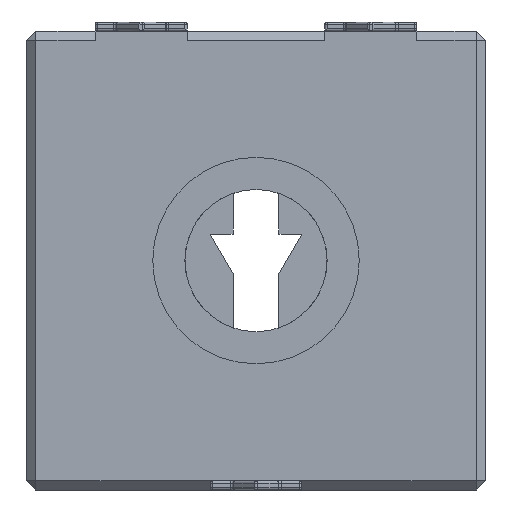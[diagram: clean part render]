
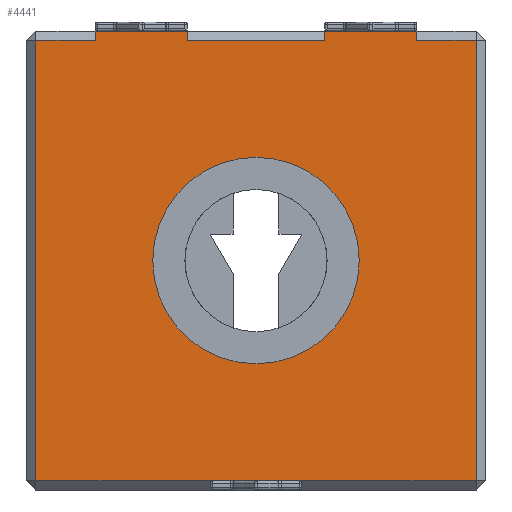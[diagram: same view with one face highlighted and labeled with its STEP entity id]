
A CAD part, front view. The second image highlights one B-rep face of the part: STEP entity #4441.
In plain terms, the highlighted planar face has unit normal (0, -1, 0).
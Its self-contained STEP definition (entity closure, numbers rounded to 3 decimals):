
#32 = EDGE_CURVE ( 'NONE', #4471, #8358, #3375, .T. ) ;
#43 = DIRECTION ( 'NONE',  ( 0., 0., -1. ) ) ;
#63 = VERTEX_POINT ( 'NONE', #12731 ) ;
#80 = VERTEX_POINT ( 'NONE', #2827 ) ;
#312 = DIRECTION ( 'NONE',  ( 1., 0., 0. ) ) ;
#515 = CARTESIAN_POINT ( 'NONE',  ( 3.5, -2., 4.8 ) ) ;
#518 = ORIENTED_EDGE ( 'NONE', *, *, #8988, .F. ) ;
#532 = LINE ( 'NONE', #12807, #3357 ) ;
#549 = CARTESIAN_POINT ( 'NONE',  ( 3.5, -2., 4.8 ) ) ;
#636 = LINE ( 'NONE', #7277, #5820 ) ;
#770 = CARTESIAN_POINT ( 'NONE',  ( -1.5, -2., 0. ) ) ;
#858 = LINE ( 'NONE', #3506, #3063 ) ;
#899 = LINE ( 'NONE', #2969, #8241 ) ;
#934 = DIRECTION ( 'NONE',  ( 0., 0., -1. ) ) ;
#949 = LINE ( 'NONE', #1985, #9274 ) ;
#1068 = DIRECTION ( 'NONE',  ( 0., 0., -1. ) ) ;
#1175 = ORIENTED_EDGE ( 'NONE', *, *, #1386, .T. ) ;
#1234 = CARTESIAN_POINT ( 'NONE',  ( -1.5, -2., 5. ) ) ;
#1237 = LINE ( 'NONE', #770, #3111 ) ;
#1386 = EDGE_CURVE ( 'NONE', #8071, #9162, #949, .T. ) ;
#1501 = CARTESIAN_POINT ( 'NONE',  ( 0.95, -2., -4.8 ) ) ;
#1565 = VERTEX_POINT ( 'NONE', #9229 ) ;
#1654 = AXIS2_PLACEMENT_3D ( 'NONE', #12095, #5043, #43 ) ;
#1851 = LINE ( 'NONE', #3288, #4535 ) ;
#1985 = CARTESIAN_POINT ( 'NONE',  ( 1.5, -2., 5.2 ) ) ;
#2037 = CARTESIAN_POINT ( 'NONE',  ( -1.5, -2., 4.8 ) ) ;
#2310 = EDGE_CURVE ( 'NONE', #4244, #80, #899, .T. ) ;
#2367 = PLANE ( 'NONE',  #2908 ) ;
#2534 = CARTESIAN_POINT ( 'NONE',  ( 3.5, -2., 5.2 ) ) ;
#2614 = LINE ( 'NONE', #9771, #11429 ) ;
#2672 = EDGE_CURVE ( 'NONE', #9162, #12627, #11145, .T. ) ;
#2689 = DIRECTION ( 'NONE',  ( 0., 0., 1. ) ) ;
#2827 = CARTESIAN_POINT ( 'NONE',  ( 4.8, -2., 4.8 ) ) ;
#2908 = AXIS2_PLACEMENT_3D ( 'NONE', #3601, #10519, #4528 ) ;
#2969 = CARTESIAN_POINT ( 'NONE',  ( 4.8, -2., 5. ) ) ;
#3063 = VECTOR ( 'NONE', #6551, 1000. ) ;
#3111 = VECTOR ( 'NONE', #9828, 1000. ) ;
#3181 = EDGE_CURVE ( 'NONE', #12959, #3881, #2614, .T. ) ;
#3288 = CARTESIAN_POINT ( 'NONE',  ( 0., -2., 5. ) ) ;
#3339 = EDGE_CURVE ( 'NONE', #8729, #3881, #4799, .T. ) ;
#3357 = VECTOR ( 'NONE', #7861, 1000. ) ;
#3375 = LINE ( 'NONE', #2534, #10773 ) ;
#3431 = VECTOR ( 'NONE', #11794, 1000. ) ;
#3489 = CARTESIAN_POINT ( 'NONE',  ( -3.45, -2., 5. ) ) ;
#3506 = CARTESIAN_POINT ( 'NONE',  ( -1., -2., -4.8 ) ) ;
#3601 = CARTESIAN_POINT ( 'NONE',  ( 0., -2., 0. ) ) ;
#3870 = ORIENTED_EDGE ( 'NONE', *, *, #2672, .T. ) ;
#3874 = CARTESIAN_POINT ( 'NONE',  ( -4.8, -2., 4.8 ) ) ;
#3881 = VERTEX_POINT ( 'NONE', #10949 ) ;
#3978 = ORIENTED_EDGE ( 'NONE', *, *, #4536, .T. ) ;
#4027 = DIRECTION ( 'NONE',  ( -1., 0., 0. ) ) ;
#4227 = CARTESIAN_POINT ( 'NONE',  ( 4.8, -2., -4.8 ) ) ;
#4244 = VERTEX_POINT ( 'NONE', #4227 ) ;
#4316 = DIRECTION ( 'NONE',  ( 0., -1., 0. ) ) ;
#4324 = EDGE_CURVE ( 'NONE', #10971, #1565, #11701, .T. ) ;
#4342 = ORIENTED_EDGE ( 'NONE', *, *, #32, .F. ) ;
#4441 = ADVANCED_FACE ( 'NONE', ( #6637, #5031 ), #2367, .T. ) ;
#4471 = VERTEX_POINT ( 'NONE', #11535 ) ;
#4485 = DIRECTION ( 'NONE',  ( 1., 0., 0. ) ) ;
#4528 = DIRECTION ( 'NONE',  ( 0., 0., -1. ) ) ;
#4535 = VECTOR ( 'NONE', #4485, 1000. ) ;
#4536 = EDGE_CURVE ( 'NONE', #80, #8358, #5970, .T. ) ;
#4683 = ORIENTED_EDGE ( 'NONE', *, *, #12616, .T. ) ;
#4740 = ORIENTED_EDGE ( 'NONE', *, *, #3339, .T. ) ;
#4799 = CIRCLE ( 'NONE', #1654, 0.05 ) ;
#4935 = CIRCLE ( 'NONE', #11539, 2.25 ) ;
#5031 = FACE_BOUND ( 'NONE', #11946, .T. ) ;
#5043 = DIRECTION ( 'NONE',  ( 0., 1., 0. ) ) ;
#5133 = CARTESIAN_POINT ( 'NONE',  ( 1.5, -2., 4.8 ) ) ;
#5170 = DIRECTION ( 'NONE',  ( 0., 0., -1. ) ) ;
#5478 = LINE ( 'NONE', #7221, #9902 ) ;
#5548 = EDGE_CURVE ( 'NONE', #10636, #9716, #5478, .T. ) ;
#5726 = EDGE_CURVE ( 'NONE', #8071, #63, #1851, .T. ) ;
#5769 = ORIENTED_EDGE ( 'NONE', *, *, #2310, .T. ) ;
#5776 = VECTOR ( 'NONE', #4027, 1000. ) ;
#5820 = VECTOR ( 'NONE', #312, 1000. ) ;
#5839 = ORIENTED_EDGE ( 'NONE', *, *, #9255, .F. ) ;
#5970 = LINE ( 'NONE', #515, #12784 ) ;
#6315 = DIRECTION ( 'NONE',  ( 0., 0., -1. ) ) ;
#6523 = VERTEX_POINT ( 'NONE', #1501 ) ;
#6551 = DIRECTION ( 'NONE',  ( 1., 0., 0. ) ) ;
#6637 = FACE_OUTER_BOUND ( 'NONE', #10824, .T. ) ;
#6763 = CARTESIAN_POINT ( 'NONE',  ( -0.95, -2., -4.8 ) ) ;
#6810 = VECTOR ( 'NONE', #10259, 1000. ) ;
#7100 = CARTESIAN_POINT ( 'NONE',  ( 0., -2., 0. ) ) ;
#7136 = DIRECTION ( 'NONE',  ( 0., -1., 0. ) ) ;
#7171 = CARTESIAN_POINT ( 'NONE',  ( -4.8, -2., -4.8 ) ) ;
#7186 = VERTEX_POINT ( 'NONE', #1234 ) ;
#7211 = DIRECTION ( 'NONE',  ( 0., 0., 1. ) ) ;
#7221 = CARTESIAN_POINT ( 'NONE',  ( -4.8, -2., -5. ) ) ;
#7265 = CARTESIAN_POINT ( 'NONE',  ( 0., -2., 2.25 ) ) ;
#7277 = CARTESIAN_POINT ( 'NONE',  ( 5., -2., -4.8 ) ) ;
#7481 = ORIENTED_EDGE ( 'NONE', *, *, #3181, .F. ) ;
#7861 = DIRECTION ( 'NONE',  ( -1., 0., 0. ) ) ;
#8071 = VERTEX_POINT ( 'NONE', #8702 ) ;
#8241 = VECTOR ( 'NONE', #7211, 1000. ) ;
#8286 = CIRCLE ( 'NONE', #9242, 0.05 ) ;
#8346 = ORIENTED_EDGE ( 'NONE', *, *, #5548, .T. ) ;
#8358 = VERTEX_POINT ( 'NONE', #549 ) ;
#8633 = DIRECTION ( 'NONE',  ( 0., 0., -1. ) ) ;
#8688 = ORIENTED_EDGE ( 'NONE', *, *, #5726, .F. ) ;
#8702 = CARTESIAN_POINT ( 'NONE',  ( 1.5, -2., 5. ) ) ;
#8729 = VERTEX_POINT ( 'NONE', #3489 ) ;
#8988 = EDGE_CURVE ( 'NONE', #6523, #10170, #532, .T. ) ;
#9094 = ORIENTED_EDGE ( 'NONE', *, *, #11007, .T. ) ;
#9162 = VERTEX_POINT ( 'NONE', #5133 ) ;
#9181 = CARTESIAN_POINT ( 'NONE',  ( 0., -2., 0. ) ) ;
#9229 = CARTESIAN_POINT ( 'NONE',  ( 0., -2., -2.25 ) ) ;
#9242 = AXIS2_PLACEMENT_3D ( 'NONE', #10164, #10114, #934 ) ;
#9255 = EDGE_CURVE ( 'NONE', #8729, #7186, #10112, .T. ) ;
#9274 = VECTOR ( 'NONE', #10171, 1000. ) ;
#9403 = ORIENTED_EDGE ( 'NONE', *, *, #10864, .F. ) ;
#9583 = ORIENTED_EDGE ( 'NONE', *, *, #10754, .T. ) ;
#9716 = VERTEX_POINT ( 'NONE', #7171 ) ;
#9771 = CARTESIAN_POINT ( 'NONE',  ( -3.5, -2., 0. ) ) ;
#9828 = DIRECTION ( 'NONE',  ( 0., 0., 1. ) ) ;
#9881 = ORIENTED_EDGE ( 'NONE', *, *, #12116, .T. ) ;
#9902 = VECTOR ( 'NONE', #5170, 1000. ) ;
#10112 = LINE ( 'NONE', #11406, #6810 ) ;
#10114 = DIRECTION ( 'NONE',  ( 0., 1., 0. ) ) ;
#10164 = CARTESIAN_POINT ( 'NONE',  ( 3.45, -2., 5.05 ) ) ;
#10170 = VERTEX_POINT ( 'NONE', #6763 ) ;
#10171 = DIRECTION ( 'NONE',  ( 0., 0., -1. ) ) ;
#10218 = LINE ( 'NONE', #10844, #3431 ) ;
#10230 = CARTESIAN_POINT ( 'NONE',  ( -3.5, -2., 4.8 ) ) ;
#10259 = DIRECTION ( 'NONE',  ( 1., 0., 0. ) ) ;
#10519 = DIRECTION ( 'NONE',  ( 0., -1., 0. ) ) ;
#10636 = VERTEX_POINT ( 'NONE', #3874 ) ;
#10754 = EDGE_CURVE ( 'NONE', #4471, #63, #8286, .T. ) ;
#10773 = VECTOR ( 'NONE', #8633, 1000. ) ;
#10824 = EDGE_LOOP ( 'NONE', ( #8688, #1175, #3870, #4683, #5839, #4740, #7481, #12695, #8346, #9094, #518, #9881, #5769, #3978, #4342, #9583 ) ) ;
#10844 = CARTESIAN_POINT ( 'NONE',  ( -5., -2., 4.8 ) ) ;
#10864 = EDGE_CURVE ( 'NONE', #1565, #10971, #4935, .T. ) ;
#10949 = CARTESIAN_POINT ( 'NONE',  ( -3.5, -2., 5.05 ) ) ;
#10971 = VERTEX_POINT ( 'NONE', #7265 ) ;
#11007 = EDGE_CURVE ( 'NONE', #9716, #10170, #858, .T. ) ;
#11145 = LINE ( 'NONE', #2037, #5776 ) ;
#11406 = CARTESIAN_POINT ( 'NONE',  ( -5., -2., 5. ) ) ;
#11429 = VECTOR ( 'NONE', #2689, 1000. ) ;
#11535 = CARTESIAN_POINT ( 'NONE',  ( 3.5, -2., 5.05 ) ) ;
#11539 = AXIS2_PLACEMENT_3D ( 'NONE', #9181, #4316, #6315 ) ;
#11701 = CIRCLE ( 'NONE', #12405, 2.25 ) ;
#11749 = CARTESIAN_POINT ( 'NONE',  ( -1.5, -2., 4.8 ) ) ;
#11794 = DIRECTION ( 'NONE',  ( -1., 0., 0. ) ) ;
#11946 = EDGE_LOOP ( 'NONE', ( #12529, #9403 ) ) ;
#12095 = CARTESIAN_POINT ( 'NONE',  ( -3.45, -2., 5.05 ) ) ;
#12116 = EDGE_CURVE ( 'NONE', #6523, #4244, #636, .T. ) ;
#12405 = AXIS2_PLACEMENT_3D ( 'NONE', #7100, #7136, #1068 ) ;
#12529 = ORIENTED_EDGE ( 'NONE', *, *, #4324, .F. ) ;
#12616 = EDGE_CURVE ( 'NONE', #12627, #7186, #1237, .T. ) ;
#12627 = VERTEX_POINT ( 'NONE', #11749 ) ;
#12656 = EDGE_CURVE ( 'NONE', #12959, #10636, #10218, .T. ) ;
#12695 = ORIENTED_EDGE ( 'NONE', *, *, #12656, .T. ) ;
#12731 = CARTESIAN_POINT ( 'NONE',  ( 3.45, -2., 5. ) ) ;
#12738 = DIRECTION ( 'NONE',  ( -1., 0., 0. ) ) ;
#12784 = VECTOR ( 'NONE', #12738, 1000. ) ;
#12807 = CARTESIAN_POINT ( 'NONE',  ( 1., -2., -4.8 ) ) ;
#12959 = VERTEX_POINT ( 'NONE', #10230 ) ;
